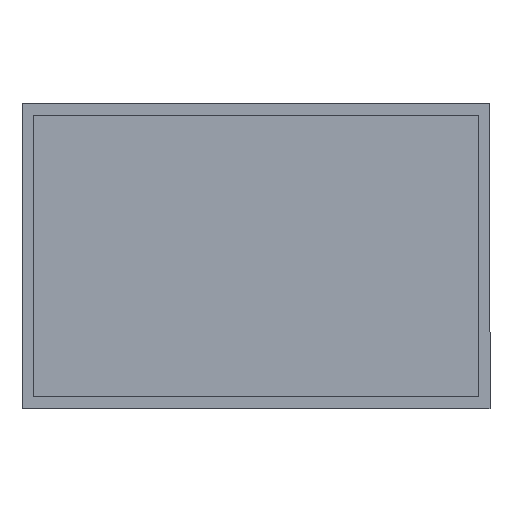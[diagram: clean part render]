
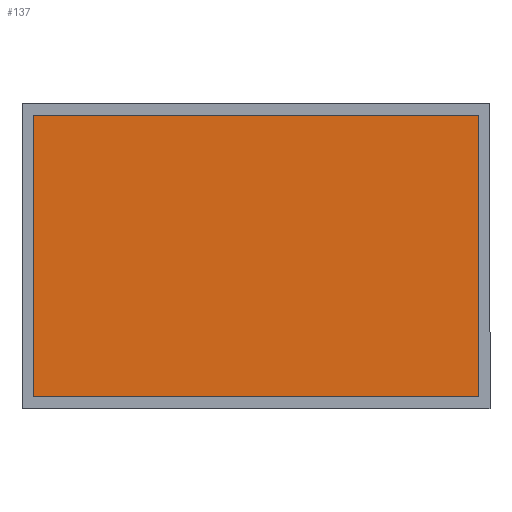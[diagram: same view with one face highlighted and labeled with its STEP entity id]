
A CAD part, top view. The second image highlights one B-rep face of the part: STEP entity #137.
In plain terms, the highlighted planar face has unit normal (0, 0, 1).
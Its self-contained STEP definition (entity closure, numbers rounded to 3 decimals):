
#71 = VERTEX_POINT ( 'NONE', #301 ) ;
#88 = EDGE_CURVE ( 'NONE', #71, #95, #318, .T. ) ;
#89 = VERTEX_POINT ( 'NONE', #324 ) ;
#95 = VERTEX_POINT ( 'NONE', #348 ) ;
#102 = EDGE_CURVE ( 'NONE', #89, #71, #345, .T. ) ;
#104 = EDGE_CURVE ( 'NONE', #108, #89, #340, .T. ) ;
#108 = VERTEX_POINT ( 'NONE', #341 ) ;
#128 = ORIENTED_EDGE ( 'NONE', *, *, #102, .T. ) ;
#132 = ORIENTED_EDGE ( 'NONE', *, *, #139, .T. ) ;
#134 = EDGE_LOOP ( 'NONE', ( #140, #132, #138, #128 ) ) ;
#137 = ADVANCED_FACE ( 'NONE', ( #382 ), #381, .T. ) ;
#138 = ORIENTED_EDGE ( 'NONE', *, *, #104, .T. ) ;
#139 = EDGE_CURVE ( 'NONE', #95, #108, #465, .T. ) ;
#140 = ORIENTED_EDGE ( 'NONE', *, *, #88, .T. ) ;
#301 = CARTESIAN_POINT ( 'NONE',  ( -21.89, 13.8, 8.2 ) ) ;
#312 = VECTOR ( 'NONE', #350, 1000. ) ;
#317 = CARTESIAN_POINT ( 'NONE',  ( -21.89, 13.8, 8.2 ) ) ;
#318 = LINE ( 'NONE', #317, #312 ) ;
#324 = CARTESIAN_POINT ( 'NONE',  ( 21.89, 13.8, 8.2 ) ) ;
#338 = DIRECTION ( 'NONE',  ( 0., 1., 0. ) ) ;
#339 = VECTOR ( 'NONE', #338, 1000. ) ;
#340 = LINE ( 'NONE', #346, #339 ) ;
#341 = CARTESIAN_POINT ( 'NONE',  ( 21.89, -13.8, 8.2 ) ) ;
#345 = LINE ( 'NONE', #347, #353 ) ;
#346 = CARTESIAN_POINT ( 'NONE',  ( 21.89, 13.8, 8.2 ) ) ;
#347 = CARTESIAN_POINT ( 'NONE',  ( -21.89, 13.8, 8.2 ) ) ;
#348 = CARTESIAN_POINT ( 'NONE',  ( -21.89, -13.8, 8.2 ) ) ;
#350 = DIRECTION ( 'NONE',  ( 0., -1., 0. ) ) ;
#353 = VECTOR ( 'NONE', #357, 1000. ) ;
#357 = DIRECTION ( 'NONE',  ( -1., 0., 0. ) ) ;
#381 = PLANE ( 'NONE',  #448 ) ;
#382 = FACE_OUTER_BOUND ( 'NONE', #134, .T. ) ;
#426 = DIRECTION ( 'NONE',  ( 1., 0., 0. ) ) ;
#427 = VECTOR ( 'NONE', #426, 1000. ) ;
#448 = AXIS2_PLACEMENT_3D ( 'NONE', #455, #454, #453 ) ;
#453 = DIRECTION ( 'NONE',  ( 1., 0., 0. ) ) ;
#454 = DIRECTION ( 'NONE',  ( 0., 0., 1. ) ) ;
#455 = CARTESIAN_POINT ( 'NONE',  ( -21.89, -13.8, 8.2 ) ) ;
#464 = CARTESIAN_POINT ( 'NONE',  ( -21.89, -13.8, 8.2 ) ) ;
#465 = LINE ( 'NONE', #464, #427 ) ;
